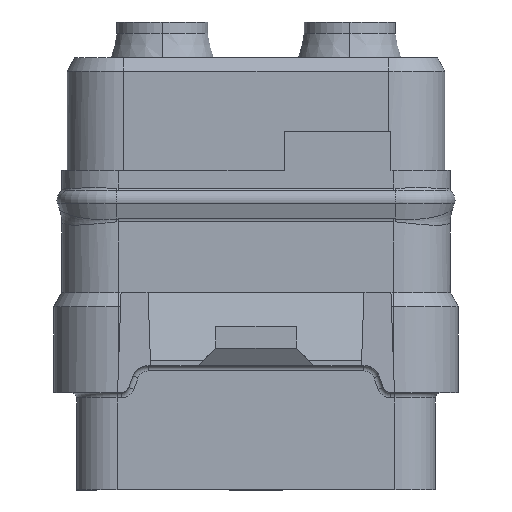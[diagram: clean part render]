
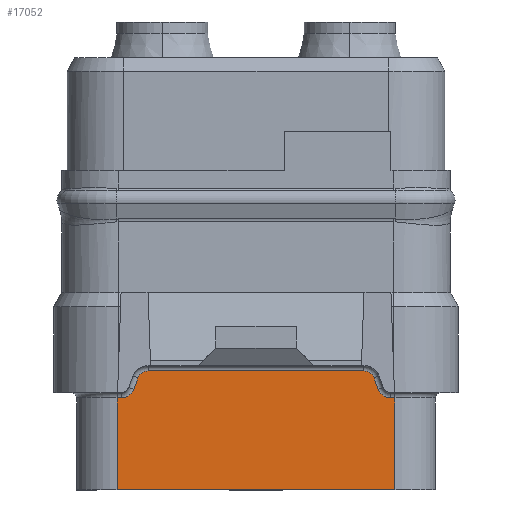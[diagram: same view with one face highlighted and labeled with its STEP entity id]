
A CAD part, front view. The second image highlights one B-rep face of the part: STEP entity #17052.
In plain terms, the highlighted planar face has unit normal (0, -1, 0).
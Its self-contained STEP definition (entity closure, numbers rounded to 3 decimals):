
#2190=DIRECTION('',(-1.,0.,0.));
#2191=VECTOR('',#2190,0.15);
#2192=CARTESIAN_POINT('',(-5.,-5.775,-8.43));
#2193=LINE('',#2192,#2191);
#2204=CARTESIAN_POINT('',(-5.,-5.775,-7.93));
#2205=DIRECTION('',(0.,1.,0.));
#2206=DIRECTION('',(0.935,0.,-0.354));
#2207=AXIS2_PLACEMENT_3D('',#2204,#2205,#2206);
#2226=DIRECTION('',(-0.354,0.,-0.935));
#2227=VECTOR('',#2226,0.447);
#2228=CARTESIAN_POINT('',(-4.374,-5.775,-7.689));
#2229=LINE('',#2228,#2227);
#2240=CARTESIAN_POINT('',(-4.,-5.775,-7.83));
#2241=DIRECTION('',(0.,-1.,0.));
#2242=DIRECTION('',(0.,0.,1.));
#2243=AXIS2_PLACEMENT_3D('',#2240,#2241,#2242);
#2254=DIRECTION('',(-1.,0.,0.));
#2255=VECTOR('',#2254,8.);
#2256=CARTESIAN_POINT('',(4.,-5.775,-7.43));
#2257=LINE('',#2256,#2255);
#2268=CARTESIAN_POINT('',(4.,-5.775,-7.83));
#2269=DIRECTION('',(0.,-1.,0.));
#2270=DIRECTION('',(0.935,0.,0.354));
#2271=AXIS2_PLACEMENT_3D('',#2268,#2269,#2270);
#2290=DIRECTION('',(-0.354,0.,0.935));
#2291=VECTOR('',#2290,0.447);
#2292=CARTESIAN_POINT('',(4.532,-5.775,-8.107));
#2293=LINE('',#2292,#2291);
#2304=CARTESIAN_POINT('',(5.,-5.775,-7.93));
#2305=DIRECTION('',(0.,1.,0.));
#2306=DIRECTION('',(0.,0.,-1.));
#2307=AXIS2_PLACEMENT_3D('',#2304,#2305,#2306);
#2348=DIRECTION('',(-1.,0.,0.));
#2349=VECTOR('',#2348,0.15);
#2350=CARTESIAN_POINT('',(5.15,-5.775,-8.43));
#2351=LINE('',#2350,#2349);
#2556=DIRECTION('',(-1.,0.,0.));
#2557=VECTOR('',#2556,10.3);
#2558=CARTESIAN_POINT('',(5.15,-5.775,-11.83));
#2559=LINE('',#2558,#2557);
#3495=DIRECTION('',(0.,0.,-1.));
#3496=VECTOR('',#3495,3.4);
#3497=CARTESIAN_POINT('',(-5.15,-5.775,-8.43));
#3498=LINE('',#3497,#3496);
#3499=DIRECTION('',(0.,0.,-1.));
#3500=VECTOR('',#3499,3.4);
#3501=CARTESIAN_POINT('',(5.15,-5.775,-8.43));
#3502=LINE('',#3501,#3500);
#9859=CARTESIAN_POINT('',(5.15,-5.775,-11.83));
#9860=VERTEX_POINT('',#9859);
#9861=CARTESIAN_POINT('',(-5.15,-5.775,-11.83));
#9862=VERTEX_POINT('',#9861);
#9899=CARTESIAN_POINT('',(-5.15,-5.775,-8.43));
#9900=VERTEX_POINT('',#9899);
#9903=CARTESIAN_POINT('',(-5.,-5.775,-8.43));
#9904=VERTEX_POINT('',#9903);
#9907=CARTESIAN_POINT('',(-4.532,-5.775,-8.107));
#9908=VERTEX_POINT('',#9907);
#9911=CARTESIAN_POINT('',(-4.374,-5.775,-7.689));
#9912=VERTEX_POINT('',#9911);
#9915=CARTESIAN_POINT('',(-4.,-5.775,-7.43));
#9916=VERTEX_POINT('',#9915);
#9917=CARTESIAN_POINT('',(4.,-5.775,-7.43));
#9918=VERTEX_POINT('',#9917);
#9923=CARTESIAN_POINT('',(4.374,-5.775,-7.689));
#9924=VERTEX_POINT('',#9923);
#9927=CARTESIAN_POINT('',(4.532,-5.775,-8.107));
#9928=VERTEX_POINT('',#9927);
#9931=CARTESIAN_POINT('',(5.,-5.775,-8.43));
#9932=VERTEX_POINT('',#9931);
#9935=CARTESIAN_POINT('',(5.15,-5.775,-8.43));
#9936=VERTEX_POINT('',#9935);
#17032=CARTESIAN_POINT('',(5.15,-5.775,-8.23));
#17033=DIRECTION('',(0.,-1.,0.));
#17034=DIRECTION('',(-1.,0.,0.));
#17035=AXIS2_PLACEMENT_3D('',#17032,#17033,#17034);
#17036=PLANE('',#17035);
#17037=ORIENTED_EDGE('',*,*,#15397,.F.);
#17038=ORIENTED_EDGE('',*,*,#15412,.F.);
#17039=ORIENTED_EDGE('',*,*,#15453,.F.);
#17040=ORIENTED_EDGE('',*,*,#15468,.F.);
#17041=ORIENTED_EDGE('',*,*,#15494,.F.);
#17042=ORIENTED_EDGE('',*,*,#15509,.F.);
#17043=ORIENTED_EDGE('',*,*,#15550,.F.);
#17044=ORIENTED_EDGE('',*,*,#15565,.F.);
#17045=ORIENTED_EDGE('',*,*,#15620,.F.);
#17047=ORIENTED_EDGE('',*,*,#17046,.T.);
#17048=ORIENTED_EDGE('',*,*,#15917,.T.);
#17049=ORIENTED_EDGE('',*,*,#17025,.F.);
#17050=EDGE_LOOP('',(#17037,#17038,#17039,#17040,#17041,#17042,#17043,#17044,
#17045,#17047,#17048,#17049));
#17051=FACE_OUTER_BOUND('',#17050,.F.);
#17052=ADVANCED_FACE('',(#17051),#17036,.T.);
#2208=CIRCLE('',#2207,0.5);
#2244=CIRCLE('',#2243,0.4);
#2272=CIRCLE('',#2271,0.4);
#2308=CIRCLE('',#2307,0.5);
#15397=EDGE_CURVE('',#9904,#9900,#2193,.T.);
#15412=EDGE_CURVE('',#9908,#9904,#2208,.T.);
#15453=EDGE_CURVE('',#9912,#9908,#2229,.T.);
#15468=EDGE_CURVE('',#9916,#9912,#2244,.T.);
#15494=EDGE_CURVE('',#9918,#9916,#2257,.T.);
#15509=EDGE_CURVE('',#9924,#9918,#2272,.T.);
#15550=EDGE_CURVE('',#9928,#9924,#2293,.T.);
#15565=EDGE_CURVE('',#9932,#9928,#2308,.T.);
#15620=EDGE_CURVE('',#9936,#9932,#2351,.T.);
#15917=EDGE_CURVE('',#9860,#9862,#2559,.T.);
#17025=EDGE_CURVE('',#9900,#9862,#3498,.T.);
#17046=EDGE_CURVE('',#9936,#9860,#3502,.T.);
